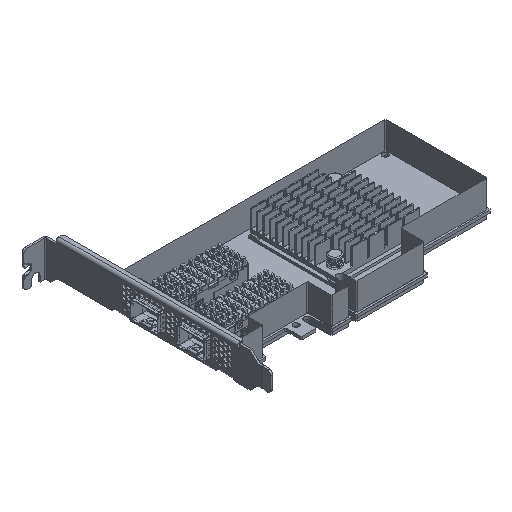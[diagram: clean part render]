
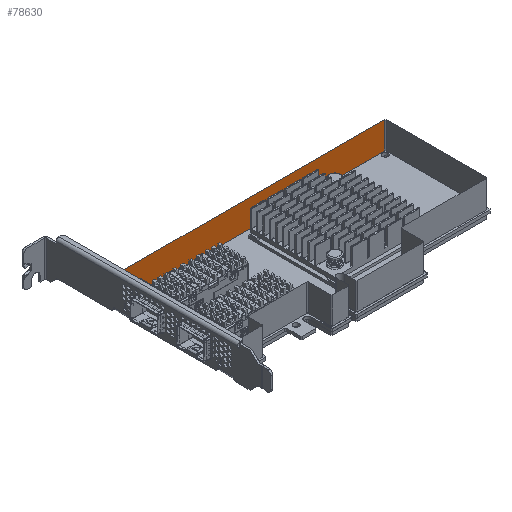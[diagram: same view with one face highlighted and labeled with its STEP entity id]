
A CAD part, isometric view. The second image highlights one B-rep face of the part: STEP entity #78630.
In plain terms, the highlighted planar face has unit normal (0, -1, 0).
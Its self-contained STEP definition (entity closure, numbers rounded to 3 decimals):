
#1139=LINE('',#109888,#11081);
#1141=LINE('',#109892,#11083);
#1142=LINE('',#109894,#11084);
#1143=LINE('',#109895,#11085);
#11081=VECTOR('',#88894,14.47);
#11083=VECTOR('',#88898,139.24);
#11084=VECTOR('',#88899,14.47);
#11085=VECTOR('',#88900,139.24);
#20822=PLANE('',#82850);
#24636=FACE_OUTER_BOUND('',#28811,.T.);
#28811=EDGE_LOOP('',(#54810,#54811,#54812,#54813));
#34934=VERTEX_POINT('',#109885);
#34935=VERTEX_POINT('',#109887);
#34936=VERTEX_POINT('',#109891);
#34937=VERTEX_POINT('',#109893);
#42798=EDGE_CURVE('',#34934,#34935,#1139,.T.);
#42800=EDGE_CURVE('',#34936,#34934,#1141,.T.);
#42801=EDGE_CURVE('',#34936,#34937,#1142,.T.);
#42802=EDGE_CURVE('',#34937,#34935,#1143,.T.);
#54810=ORIENTED_EDGE('',*,*,#42800,.F.);
#54811=ORIENTED_EDGE('',*,*,#42801,.T.);
#54812=ORIENTED_EDGE('',*,*,#42802,.T.);
#54813=ORIENTED_EDGE('',*,*,#42798,.F.);
#78630=ADVANCED_FACE('',(#24636),#20822,.F.);
#82850=AXIS2_PLACEMENT_3D('',#109890,#88896,#88897);
#88894=DIRECTION('',(0.,0.,1.));
#88896=DIRECTION('center_axis',(0.,1.,0.));
#88897=DIRECTION('ref_axis',(-1.,0.,0.));
#88898=DIRECTION('',(-1.,0.,0.));
#88899=DIRECTION('',(0.,0.,1.));
#88900=DIRECTION('',(-1.,0.,0.));
#109885=CARTESIAN_POINT('',(1.5,67.896,1.575));
#109887=CARTESIAN_POINT('',(1.5,67.896,16.045));
#109888=CARTESIAN_POINT('',(1.5,67.896,1.575));
#109890=CARTESIAN_POINT('Origin',(140.74,67.896,1.575));
#109891=CARTESIAN_POINT('',(140.74,67.896,1.575));
#109892=CARTESIAN_POINT('',(140.74,67.896,1.575));
#109893=CARTESIAN_POINT('',(140.74,67.896,16.045));
#109894=CARTESIAN_POINT('',(140.74,67.896,1.575));
#109895=CARTESIAN_POINT('',(140.74,67.896,16.045));
